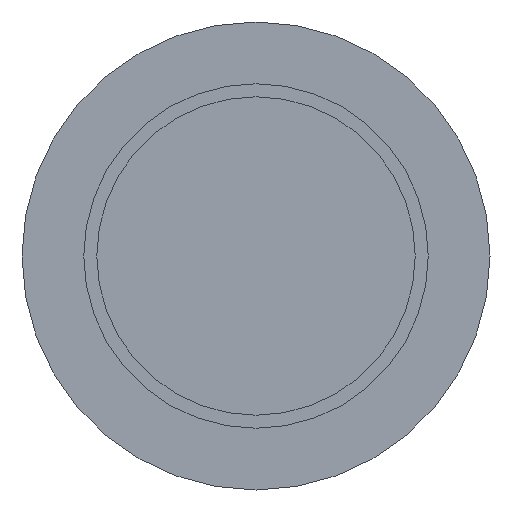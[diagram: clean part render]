
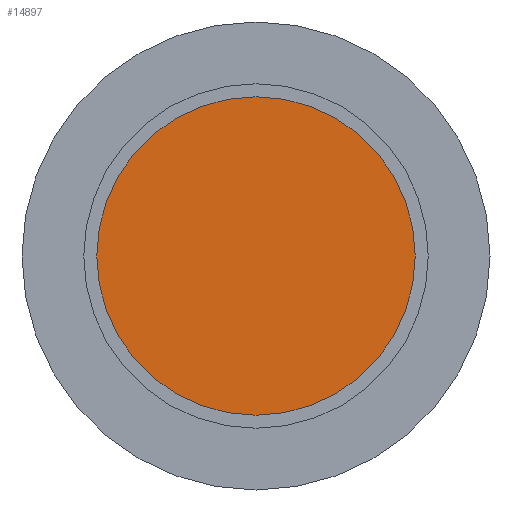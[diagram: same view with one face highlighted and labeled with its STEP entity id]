
A CAD part, front view. The second image highlights one B-rep face of the part: STEP entity #14897.
In plain terms, the highlighted planar face has unit normal (0, -1, 0).
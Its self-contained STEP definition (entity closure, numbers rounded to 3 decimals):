
#342 = FACE_OUTER_BOUND ( 'NONE', #4173, .T. ) ;
#1173 = ORIENTED_EDGE ( 'NONE', *, *, #9795, .T. ) ;
#1682 = DIRECTION ( 'NONE',  ( 0., 0., -1. ) ) ;
#2784 = CIRCLE ( 'NONE', #9392, 12.475 ) ;
#4173 = EDGE_LOOP ( 'NONE', ( #6126, #1173 ) ) ;
#4301 = VERTEX_POINT ( 'NONE', #15086 ) ;
#4423 = AXIS2_PLACEMENT_3D ( 'NONE', #12784, #7632, #16643 ) ;
#5739 = EDGE_CURVE ( 'NONE', #15166, #4301, #14724, .T. ) ;
#6023 = AXIS2_PLACEMENT_3D ( 'NONE', #15743, #14418, #9246 ) ;
#6126 = ORIENTED_EDGE ( 'NONE', *, *, #5739, .T. ) ;
#6889 = DIRECTION ( 'NONE',  ( 0., -1., 0. ) ) ;
#7632 = DIRECTION ( 'NONE',  ( 0., 1., 0. ) ) ;
#8218 = CARTESIAN_POINT ( 'NONE',  ( 0., 12.7, 0. ) ) ;
#9246 = DIRECTION ( 'NONE',  ( 0., 0., -1. ) ) ;
#9392 = AXIS2_PLACEMENT_3D ( 'NONE', #8218, #6889, #1682 ) ;
#9731 = CARTESIAN_POINT ( 'NONE',  ( 0., 12.7, -12.475 ) ) ;
#9795 = EDGE_CURVE ( 'NONE', #4301, #15166, #2784, .T. ) ;
#12784 = CARTESIAN_POINT ( 'NONE',  ( -12.475, 12.7, 0. ) ) ;
#14243 = PLANE ( 'NONE',  #4423 ) ;
#14418 = DIRECTION ( 'NONE',  ( 0., -1., 0. ) ) ;
#14724 = CIRCLE ( 'NONE', #6023, 12.475 ) ;
#14897 = ADVANCED_FACE ( 'NONE', ( #342 ), #14243, .F. ) ;
#15086 = CARTESIAN_POINT ( 'NONE',  ( 0., 12.7, 12.475 ) ) ;
#15166 = VERTEX_POINT ( 'NONE', #9731 ) ;
#15743 = CARTESIAN_POINT ( 'NONE',  ( 0., 12.7, 0. ) ) ;
#16643 = DIRECTION ( 'NONE',  ( 0., 0., 1. ) ) ;
